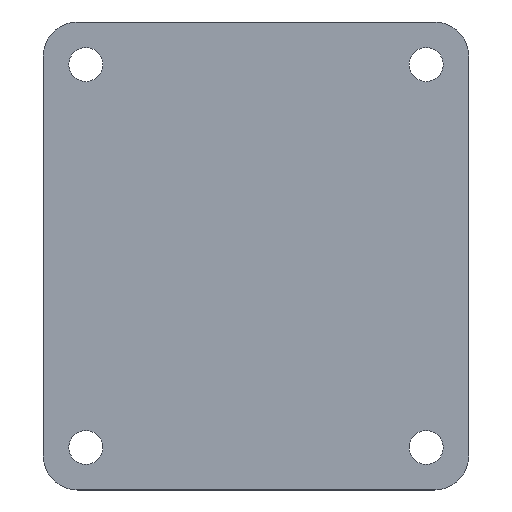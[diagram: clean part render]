
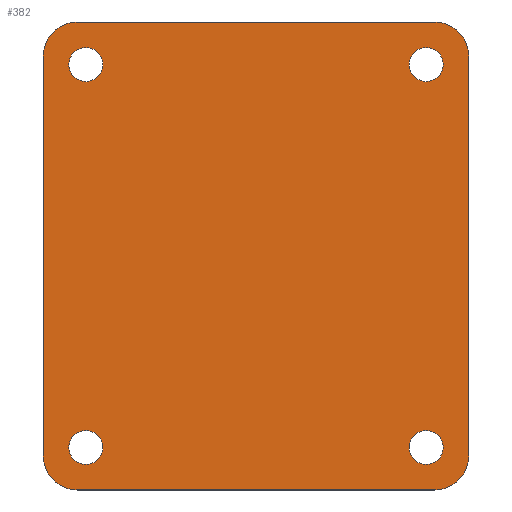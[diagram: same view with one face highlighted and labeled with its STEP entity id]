
A CAD part, top view. The second image highlights one B-rep face of the part: STEP entity #382.
In plain terms, the highlighted planar face has unit normal (0, 0, 1).
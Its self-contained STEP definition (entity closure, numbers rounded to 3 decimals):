
#19=FACE_BOUND('',#137,.T.);
#20=FACE_BOUND('',#138,.T.);
#21=FACE_BOUND('',#139,.T.);
#22=FACE_BOUND('',#140,.T.);
#28=PLANE('',#442);
#38=LINE('',#646,#62);
#42=LINE('',#655,#66);
#47=LINE('',#678,#71);
#52=LINE('',#698,#76);
#62=VECTOR('',#496,10.);
#66=VECTOR('',#506,10.);
#71=VECTOR('',#531,10.);
#76=VECTOR('',#558,10.);
#110=FACE_OUTER_BOUND('',#136,.T.);
#136=EDGE_LOOP('',(#345,#346,#347,#348,#349,#350,#351,#352));
#137=EDGE_LOOP('',(#353));
#138=EDGE_LOOP('',(#354));
#139=EDGE_LOOP('',(#355));
#140=EDGE_LOOP('',(#356));
#157=CIRCLE('',#419,4.);
#158=CIRCLE('',#422,4.);
#163=CIRCLE('',#429,4.);
#164=CIRCLE('',#432,4.);
#165=CIRCLE('',#434,2.);
#166=CIRCLE('',#436,2.);
#167=CIRCLE('',#438,2.);
#168=CIRCLE('',#440,2.);
#185=VERTEX_POINT('',#643);
#186=VERTEX_POINT('',#645);
#187=VERTEX_POINT('',#649);
#188=VERTEX_POINT('',#653);
#189=VERTEX_POINT('',#657);
#194=VERTEX_POINT('',#670);
#195=VERTEX_POINT('',#672);
#196=VERTEX_POINT('',#676);
#197=VERTEX_POINT('',#682);
#198=VERTEX_POINT('',#686);
#199=VERTEX_POINT('',#690);
#200=VERTEX_POINT('',#694);
#226=EDGE_CURVE('',#186,#185,#38,.T.);
#229=EDGE_CURVE('',#187,#185,#157,.T.);
#231=EDGE_CURVE('',#187,#188,#42,.T.);
#233=EDGE_CURVE('',#189,#188,#158,.T.);
#239=EDGE_CURVE('',#194,#195,#163,.T.);
#242=EDGE_CURVE('',#194,#196,#47,.T.);
#243=EDGE_CURVE('',#186,#196,#164,.T.);
#244=EDGE_CURVE('',#197,#197,#165,.T.);
#246=EDGE_CURVE('',#198,#198,#166,.T.);
#248=EDGE_CURVE('',#199,#199,#167,.T.);
#250=EDGE_CURVE('',#200,#200,#168,.T.);
#252=EDGE_CURVE('',#189,#195,#52,.T.);
#345=ORIENTED_EDGE('',*,*,#239,.F.);
#346=ORIENTED_EDGE('',*,*,#242,.T.);
#347=ORIENTED_EDGE('',*,*,#243,.F.);
#348=ORIENTED_EDGE('',*,*,#226,.T.);
#349=ORIENTED_EDGE('',*,*,#229,.F.);
#350=ORIENTED_EDGE('',*,*,#231,.T.);
#351=ORIENTED_EDGE('',*,*,#233,.F.);
#352=ORIENTED_EDGE('',*,*,#252,.T.);
#353=ORIENTED_EDGE('',*,*,#244,.T.);
#354=ORIENTED_EDGE('',*,*,#246,.T.);
#355=ORIENTED_EDGE('',*,*,#248,.T.);
#356=ORIENTED_EDGE('',*,*,#250,.T.);
#382=ADVANCED_FACE('',(#110,#19,#20,#21,#22),#28,.T.);
#419=AXIS2_PLACEMENT_3D('',#651,#501,#502);
#422=AXIS2_PLACEMENT_3D('',#659,#510,#511);
#429=AXIS2_PLACEMENT_3D('',#673,#525,#526);
#432=AXIS2_PLACEMENT_3D('',#680,#534,#535);
#434=AXIS2_PLACEMENT_3D('',#683,#538,#539);
#436=AXIS2_PLACEMENT_3D('',#687,#543,#544);
#438=AXIS2_PLACEMENT_3D('',#691,#548,#549);
#440=AXIS2_PLACEMENT_3D('',#695,#553,#554);
#442=AXIS2_PLACEMENT_3D('',#699,#559,#560);
#496=DIRECTION('',(0.,-1.,0.));
#501=DIRECTION('center_axis',(0.,0.,-1.));
#502=DIRECTION('ref_axis',(-0.707,-0.707,0.));
#506=DIRECTION('',(1.,0.,0.));
#510=DIRECTION('center_axis',(0.,0.,-1.));
#511=DIRECTION('ref_axis',(0.707,-0.707,0.));
#525=DIRECTION('center_axis',(0.,0.,-1.));
#526=DIRECTION('ref_axis',(0.707,0.707,0.));
#531=DIRECTION('',(-1.,0.,0.));
#534=DIRECTION('center_axis',(0.,0.,-1.));
#535=DIRECTION('ref_axis',(-0.707,0.707,0.));
#538=DIRECTION('center_axis',(0.,0.,-1.));
#539=DIRECTION('ref_axis',(-1.,0.,0.));
#543=DIRECTION('center_axis',(0.,0.,-1.));
#544=DIRECTION('ref_axis',(-1.,0.,0.));
#548=DIRECTION('center_axis',(0.,0.,-1.));
#549=DIRECTION('ref_axis',(-1.,0.,0.));
#553=DIRECTION('center_axis',(0.,0.,-1.));
#554=DIRECTION('ref_axis',(-1.,0.,0.));
#558=DIRECTION('',(0.,1.,0.));
#559=DIRECTION('center_axis',(0.,0.,1.));
#560=DIRECTION('ref_axis',(1.,0.,0.));
#643=CARTESIAN_POINT('',(0.,4.,3.));
#645=CARTESIAN_POINT('',(0.,51.,3.));
#646=CARTESIAN_POINT('',(0.,0.,3.));
#649=CARTESIAN_POINT('',(4.,0.,3.));
#651=CARTESIAN_POINT('Origin',(4.,4.,3.));
#653=CARTESIAN_POINT('',(46.,0.,3.));
#655=CARTESIAN_POINT('',(0.,0.,3.));
#657=CARTESIAN_POINT('',(50.,4.,3.));
#659=CARTESIAN_POINT('Origin',(46.,4.,3.));
#670=CARTESIAN_POINT('',(46.,55.,3.));
#672=CARTESIAN_POINT('',(50.,51.,3.));
#673=CARTESIAN_POINT('Origin',(46.,51.,3.));
#676=CARTESIAN_POINT('',(4.,55.,3.));
#678=CARTESIAN_POINT('',(0.,55.,3.));
#680=CARTESIAN_POINT('Origin',(4.,51.,3.));
#682=CARTESIAN_POINT('',(7.,50.,3.));
#683=CARTESIAN_POINT('Origin',(5.,50.,3.));
#686=CARTESIAN_POINT('',(47.,5.,3.));
#687=CARTESIAN_POINT('Origin',(45.,5.,3.));
#690=CARTESIAN_POINT('',(7.,5.,3.));
#691=CARTESIAN_POINT('Origin',(5.,5.,3.));
#694=CARTESIAN_POINT('',(47.,50.,3.));
#695=CARTESIAN_POINT('Origin',(45.,50.,3.));
#698=CARTESIAN_POINT('',(50.,55.,3.));
#699=CARTESIAN_POINT('Origin',(25.,27.5,3.));
